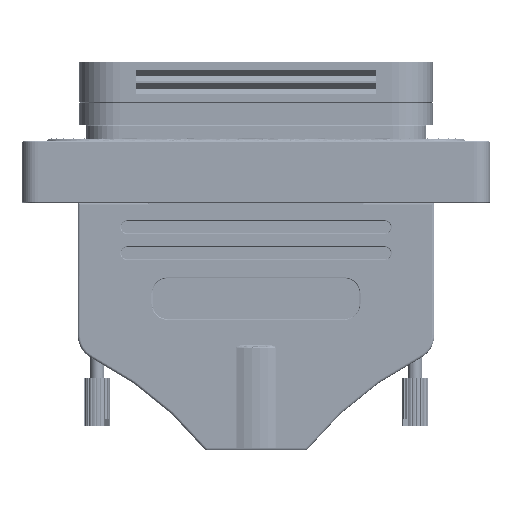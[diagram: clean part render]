
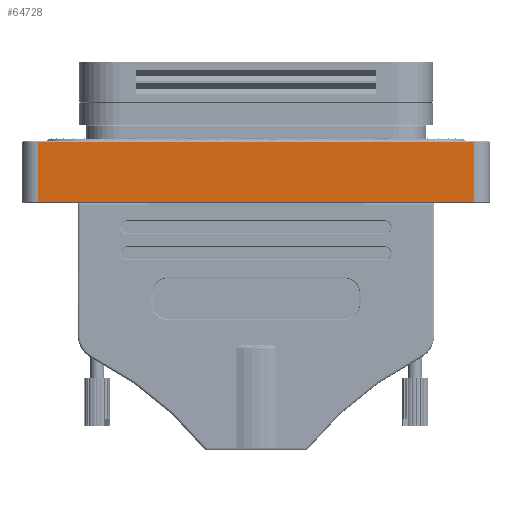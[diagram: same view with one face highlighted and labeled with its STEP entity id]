
A CAD part, front view. The second image highlights one B-rep face of the part: STEP entity #64728.
In plain terms, the highlighted planar face has unit normal (0, -1, 0).
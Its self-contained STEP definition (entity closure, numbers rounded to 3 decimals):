
#1907 = CARTESIAN_POINT ( 'NONE',  ( -42., -20., -9. ) ) ;
#3464 = EDGE_CURVE ( 'NONE', #25977, #66062, #20782, .T. ) ;
#4375 = CARTESIAN_POINT ( 'NONE',  ( -42., -20., -11.8 ) ) ;
#5003 = VECTOR ( 'NONE', #19488, 1000. ) ;
#13039 = DIRECTION ( 'NONE',  ( 0., 0., 1. ) ) ;
#18011 = EDGE_CURVE ( 'NONE', #25977, #22748, #69381, .T. ) ;
#18768 = CARTESIAN_POINT ( 'NONE',  ( 0., -20., -0.2 ) ) ;
#19488 = DIRECTION ( 'NONE',  ( -1., 0., 0. ) ) ;
#20782 = LINE ( 'NONE', #71564, #64504 ) ;
#20920 = AXIS2_PLACEMENT_3D ( 'NONE', #36202, #30293, #53962 ) ;
#22748 = VERTEX_POINT ( 'NONE', #64039 ) ;
#24367 = PLANE ( 'NONE',  #20920 ) ;
#25977 = VERTEX_POINT ( 'NONE', #4375 ) ;
#28113 = VERTEX_POINT ( 'NONE', #60826 ) ;
#28434 = VECTOR ( 'NONE', #51263, 1000. ) ;
#30057 = EDGE_LOOP ( 'NONE', ( #60388, #53560, #53192, #54106 ) ) ;
#30209 = VECTOR ( 'NONE', #13039, 1000. ) ;
#30293 = DIRECTION ( 'NONE',  ( 0., -1., 0. ) ) ;
#30793 = EDGE_CURVE ( 'NONE', #66062, #28113, #34233, .T. ) ;
#34233 = LINE ( 'NONE', #34606, #28434 ) ;
#34606 = CARTESIAN_POINT ( 'NONE',  ( 42., -20., -9. ) ) ;
#36202 = CARTESIAN_POINT ( 'NONE',  ( 0., -20., -9. ) ) ;
#41738 = LINE ( 'NONE', #18768, #5003 ) ;
#51263 = DIRECTION ( 'NONE',  ( 0., 0., 1. ) ) ;
#52530 = EDGE_CURVE ( 'NONE', #28113, #22748, #41738, .T. ) ;
#53192 = ORIENTED_EDGE ( 'NONE', *, *, #30793, .T. ) ;
#53560 = ORIENTED_EDGE ( 'NONE', *, *, #3464, .T. ) ;
#53962 = DIRECTION ( 'NONE',  ( 1., 0., 0. ) ) ;
#54106 = ORIENTED_EDGE ( 'NONE', *, *, #52530, .T. ) ;
#57723 = FACE_OUTER_BOUND ( 'NONE', #30057, .T. ) ;
#59807 = CARTESIAN_POINT ( 'NONE',  ( 42., -20., -11.8 ) ) ;
#60388 = ORIENTED_EDGE ( 'NONE', *, *, #18011, .F. ) ;
#60826 = CARTESIAN_POINT ( 'NONE',  ( 42., -20., -0.2 ) ) ;
#61893 = DIRECTION ( 'NONE',  ( 1., 0., 0. ) ) ;
#64039 = CARTESIAN_POINT ( 'NONE',  ( -42., -20., -0.2 ) ) ;
#64504 = VECTOR ( 'NONE', #61893, 1000. ) ;
#64728 = ADVANCED_FACE ( 'NONE', ( #57723 ), #24367, .T. ) ;
#66062 = VERTEX_POINT ( 'NONE', #59807 ) ;
#69381 = LINE ( 'NONE', #1907, #30209 ) ;
#71564 = CARTESIAN_POINT ( 'NONE',  ( 0., -20., -11.8 ) ) ;
